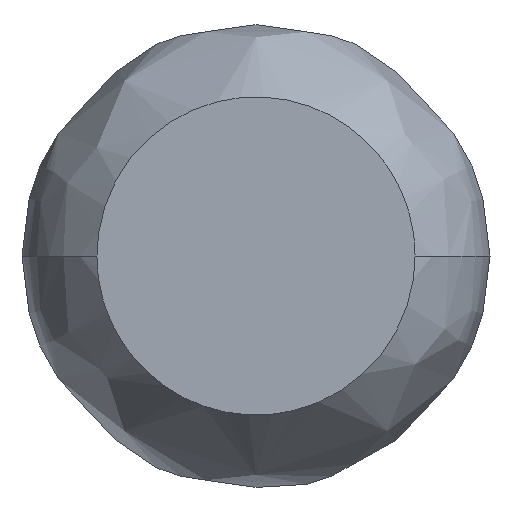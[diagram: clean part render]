
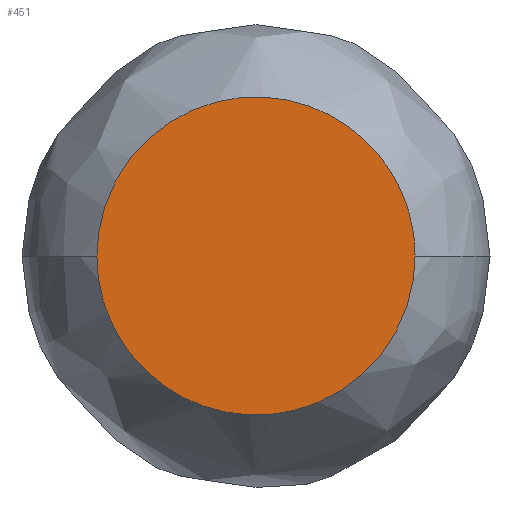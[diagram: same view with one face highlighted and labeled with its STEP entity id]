
A CAD part, left-side view. The second image highlights one B-rep face of the part: STEP entity #451.
In plain terms, the highlighted free-form (B-spline) face has degree [1, 1] with [2, 2] control points.
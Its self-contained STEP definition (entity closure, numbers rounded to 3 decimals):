
#10 = CARTESIAN_POINT ( 'NONE',  ( -62.791, -5., 10. ) ) ;
#47 = CARTESIAN_POINT ( 'NONE',  ( -62.791, -5., -10. ) ) ;
#117 = EDGE_LOOP ( 'NONE', ( #386, #452 ) ) ;
#138 = CARTESIAN_POINT ( 'NONE',  ( -62.791, 5., 0. ) ) ;
#142 = CARTESIAN_POINT ( 'NONE',  ( -62.791, 5., 0. ) ) ;
#201 = CARTESIAN_POINT ( 'NONE',  ( -62.791, -5.06, -5.06 ) ) ;
#269 = EDGE_CURVE ( 'NONE', #863, #382, #787, .T. ) ;
#280 = B_SPLINE_SURFACE_WITH_KNOTS ( 'NONE', 1, 1, ( 
 ( #459, #811 ),
 ( #201, #740 ) ),
 .UNSPECIFIED., .F., .F., .F.,
 ( 2, 2 ),
 ( 2, 2 ),
 ( 0., 1. ),
 ( 0., 1. ),
 .UNSPECIFIED. ) ;
#330 = CARTESIAN_POINT ( 'NONE',  ( -62.791, 5., -10. ) ) ;
#382 = VERTEX_POINT ( 'NONE', #818 ) ;
#386 = ORIENTED_EDGE ( 'NONE', *, *, #692, .F. ) ;
#417 = CARTESIAN_POINT ( 'NONE',  ( -62.791, 5., 10. ) ) ;
#451 = ADVANCED_FACE ( 'NONE', ( #541 ), #280, .T. ) ;
#452 = ORIENTED_EDGE ( 'NONE', *, *, #269, .F. ) ;
#459 = CARTESIAN_POINT ( 'NONE',  ( -62.791, 5.06, -5.06 ) ) ;
#517 = CARTESIAN_POINT ( 'NONE',  ( -62.791, -5., 0. ) ) ;
#541 = FACE_OUTER_BOUND ( 'NONE', #117, .T. ) ;
#591 = CARTESIAN_POINT ( 'NONE',  ( -62.791, 5., 0. ) ) ;
#681 = CARTESIAN_POINT ( 'NONE',  ( -62.791, -5., 0. ) ) ;
#692 = EDGE_CURVE ( 'NONE', #382, #863, #820, .T. ) ;
#740 = CARTESIAN_POINT ( 'NONE',  ( -62.791, -5.06, 5.06 ) ) ;
#787 =( BOUNDED_CURVE ( )  B_SPLINE_CURVE ( 3, ( #138, #417, #10, #681 ),
 .UNSPECIFIED., .F., .T. ) 
 B_SPLINE_CURVE_WITH_KNOTS ( ( 4, 4 ),
 ( 0., 3.142 ),
 .UNSPECIFIED. ) 
 CURVE ( )  GEOMETRIC_REPRESENTATION_ITEM ( )  RATIONAL_B_SPLINE_CURVE ( ( 1., 0.333, 0.333, 1. ) ) 
 REPRESENTATION_ITEM ( '' )  );
#811 = CARTESIAN_POINT ( 'NONE',  ( -62.791, 5.06, 5.06 ) ) ;
#818 = CARTESIAN_POINT ( 'NONE',  ( -62.791, -5., 0. ) ) ;
#820 =( BOUNDED_CURVE ( )  B_SPLINE_CURVE ( 3, ( #517, #47, #330, #591 ),
 .UNSPECIFIED., .F., .T. ) 
 B_SPLINE_CURVE_WITH_KNOTS ( ( 4, 4 ),
 ( 0., 3.142 ),
 .UNSPECIFIED. ) 
 CURVE ( )  GEOMETRIC_REPRESENTATION_ITEM ( )  RATIONAL_B_SPLINE_CURVE ( ( 1., 0.333, 0.333, 1. ) ) 
 REPRESENTATION_ITEM ( '' )  );
#863 = VERTEX_POINT ( 'NONE', #142 ) ;
